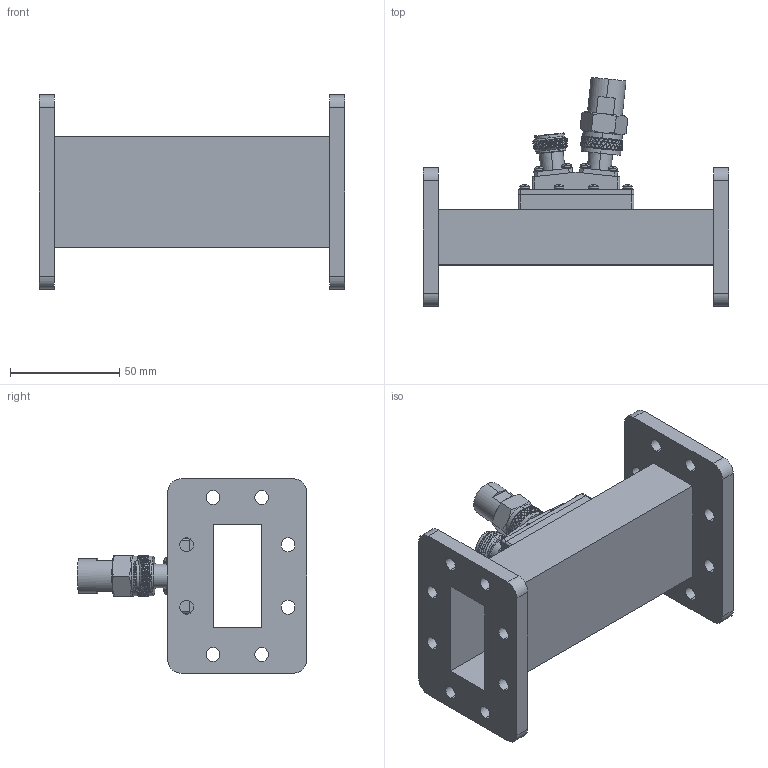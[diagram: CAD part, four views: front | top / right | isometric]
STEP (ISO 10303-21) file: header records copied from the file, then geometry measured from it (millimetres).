
FILE_DESCRIPTION (( 'STEP AP214' ), '1' );
FILE_NAME ('FMWCP1103N-50_3D.step', '2024-05-23T18:03:45', ( '' ), ( '' ), 'SwSTEP 2.0', 'SolidWorks 2022', '' );
FILE_SCHEMA (( 'AUTOMOTIVE_DESIGN' ));
Length unit declared in the file: inch
Products named in the file (7): Washer^FMWCP1103N-50; FMWCP1103N-body^FMWCP1103N-50; M2.5x8mm GOST 17473-80^FMWCP1103N-50; Panel - PEWCP1103N^FMWCP1103N-50; FMWCP1103N-50_3D; N female^FMWCP1103N-50_No screws; Coaxial Terminal^FMWCP1103N-50
Assembly tree (52 placements, depth 2):
  FMWCP1103N-50_3D
    FMWCP1103N-body^FMWCP1103N-50
    Panel - PEWCP1103N^FMWCP1103N-50
    N female^FMWCP1103N-50_No screws
    Coaxial Terminal^FMWCP1103N-50
    Washer^FMWCP1103N-50  x24
    M2.5x8mm GOST 17473-80^FMWCP1103N-50  x24
Bounding box: 140 x 104.94 x 88.9 mm (x, y, z)
Volume: 134226.9 mm3; surface area: 78346.3 mm2
Topology: 52 solids, 52 shells, 1637 faces, 3860 edges, 2385 vertices
Faces by surface type: cylinder 562, bspline 483, plane 469, cone 75, torus 48
Entity records: 37690 total; most frequent: CARTESIAN_POINT 18862, ORIENTED_EDGE 4592, DIRECTION 2445, EDGE_CURVE 2296, VERTEX_POINT 1373, EDGE_LOOP 1079, AXIS2_PLACEMENT_3D 1032, ADVANCED_FACE 970
